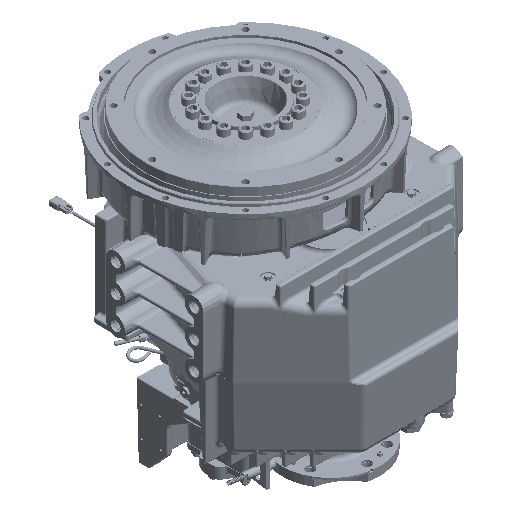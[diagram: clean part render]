
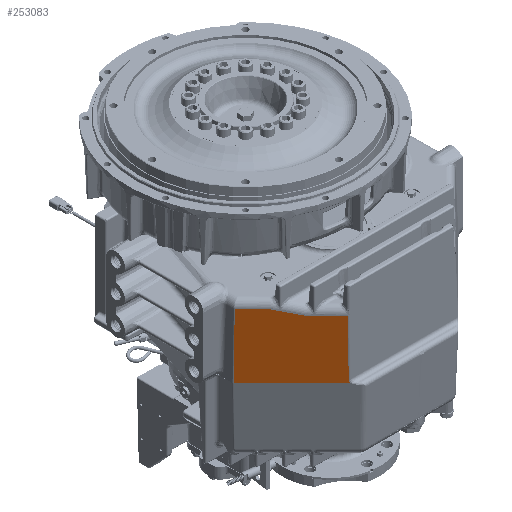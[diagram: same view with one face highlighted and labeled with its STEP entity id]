
A CAD part, isometric view. The second image highlights one B-rep face of the part: STEP entity #253083.
In plain terms, the highlighted planar face has unit normal (-0.707, -0.707, 0.035).
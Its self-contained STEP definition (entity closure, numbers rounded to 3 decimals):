
#99473 = EDGE_CURVE ( 'NONE', #571110, #574228, #501603, .T. ) ;
#99509 = EDGE_CURVE ( 'NONE', #574233, #572266, #242873, .T. ) ;
#99515 = EDGE_CURVE ( 'NONE', #573492, #571110, #501651, .T. ) ;
#143989 = AXIS2_PLACEMENT_3D ( 'NONE', #289475, #289584, #289588 ) ;
#150148 = CARTESIAN_POINT ( 'NONE',  ( -259.004, -233.758, -23.882 ) ) ;
#151280 = CARTESIAN_POINT ( 'NONE',  ( -126.827, -366.577, -36.882 ) ) ;
#151284 = CARTESIAN_POINT ( 'NONE',  ( -128.647, -370.972, -162.719 ) ) ;
#151294 = CARTESIAN_POINT ( 'NONE',  ( -175.293, -318.111, -36.882 ) ) ;
#152172 = CARTESIAN_POINT ( 'NONE',  ( -217.172, -275.59, -23.882 ) ) ;
#152686 = CARTESIAN_POINT ( 'NONE',  ( -264.118, -235.877, -170.335 ) ) ;
#152690 = CARTESIAN_POINT ( 'NONE',  ( -126.223, -373.772, -170.335 ) ) ;
#238704 = ORIENTED_EDGE ( 'NONE', *, *, #99509, .T. ) ;
#238707 = ORIENTED_EDGE ( 'NONE', *, *, #671877, .T. ) ;
#238709 = ORIENTED_EDGE ( 'NONE', *, *, #671896, .T. ) ;
#238712 = ORIENTED_EDGE ( 'NONE', *, *, #671866, .T. ) ;
#238716 = ORIENTED_EDGE ( 'NONE', *, *, #99515, .T. ) ;
#238719 = ORIENTED_EDGE ( 'NONE', *, *, #99473, .T. ) ;
#238723 = ORIENTED_EDGE ( 'NONE', *, *, #640611, .T. ) ;
#242873 =( BOUNDED_CURVE ( )  B_SPLINE_CURVE ( 3, ( #517324, #517349, #517355, #517361 ),
 .UNSPECIFIED., .F., .T. ) 
 B_SPLINE_CURVE_WITH_KNOTS ( ( 4, 4 ),
 ( 2.521, 3.156 ),
 .UNSPECIFIED. ) 
 CURVE ( )  GEOMETRIC_REPRESENTATION_ITEM ( )  RATIONAL_B_SPLINE_CURVE ( ( 1., 0.967, 0.967, 1. ) ) 
 REPRESENTATION_ITEM ( '' )  );
#253083 = ADVANCED_FACE ( 'NONE', ( #318302 ), #289523, .T. ) ;
#278013 = CARTESIAN_POINT ( 'NONE',  ( -249.997, -249.997, -170.335 ) ) ;
#278018 = DIRECTION ( 'NONE',  ( 0.707, -0.707, 0. ) ) ;
#282172 = LINE ( 'NONE', #278013, #282200 ) ;
#282200 = VECTOR ( 'NONE', #278018, 1000. ) ;
#284921 = VECTOR ( 'NONE', #350881, 1000. ) ;
#284960 = VECTOR ( 'NONE', #350846, 1000. ) ;
#284992 = LINE ( 'NONE', #350781, #284960 ) ;
#285019 = LINE ( 'NONE', #350947, #285056 ) ;
#285026 = LINE ( 'NONE', #350828, #284921 ) ;
#285056 = VECTOR ( 'NONE', #350952, 1000. ) ;
#289475 = CARTESIAN_POINT ( 'NONE',  ( -250., -250., -170.44 ) ) ;
#289523 = PLANE ( 'NONE',  #143989 ) ;
#289584 = DIRECTION ( 'NONE',  ( -0.707, -0.707, 0.035 ) ) ;
#289588 = DIRECTION ( 'NONE',  ( 0.707, -0.707, 0. ) ) ;
#295036 = EDGE_LOOP ( 'NONE', ( #238704, #238707, #238709, #238712, #238716, #238719, #238723 ) ) ;
#318302 = FACE_OUTER_BOUND ( 'NONE', #295036, .T. ) ;
#350781 = CARTESIAN_POINT ( 'NONE',  ( -223.432, -269.234, -21.938 ) ) ;
#350828 = CARTESIAN_POINT ( 'NONE',  ( -128.723, -371.155, -167.963 ) ) ;
#350846 = DIRECTION ( 'NONE',  ( -0.686, 0.696, 0.213 ) ) ;
#350881 = DIRECTION ( 'NONE',  ( 0.014, 0.035, 0.999 ) ) ;
#350947 = CARTESIAN_POINT ( 'NONE',  ( -246.702, -246.702, -36.882 ) ) ;
#350952 = DIRECTION ( 'NONE',  ( -0.707, 0.707, 0. ) ) ;
#501603 = LINE ( 'NONE', #517103, #501623 ) ;
#501623 = VECTOR ( 'NONE', #517107, 1000. ) ;
#501651 = LINE ( 'NONE', #517384, #501674 ) ;
#501674 = VECTOR ( 'NONE', #517389, 1000. ) ;
#517103 = CARTESIAN_POINT ( 'NONE',  ( -264.112, -235.874, -170.152 ) ) ;
#517107 = DIRECTION ( 'NONE',  ( -0.035, -0.014, -0.999 ) ) ;
#517324 = CARTESIAN_POINT ( 'NONE',  ( -126.223, -373.772, -170.335 ) ) ;
#517349 = CARTESIAN_POINT ( 'NONE',  ( -127.852, -372.035, -168.142 ) ) ;
#517355 = CARTESIAN_POINT ( 'NONE',  ( -128.688, -371.069, -165.515 ) ) ;
#517361 = CARTESIAN_POINT ( 'NONE',  ( -128.647, -370.972, -162.719 ) ) ;
#517384 = CARTESIAN_POINT ( 'NONE',  ( -246.381, -246.381, -23.882 ) ) ;
#517389 = DIRECTION ( 'NONE',  ( -0.707, 0.707, 0. ) ) ;
#571110 = VERTEX_POINT ( 'NONE', #150148 ) ;
#572261 = VERTEX_POINT ( 'NONE', #151280 ) ;
#572266 = VERTEX_POINT ( 'NONE', #151284 ) ;
#572280 = VERTEX_POINT ( 'NONE', #151294 ) ;
#573492 = VERTEX_POINT ( 'NONE', #152172 ) ;
#574228 = VERTEX_POINT ( 'NONE', #152686 ) ;
#574233 = VERTEX_POINT ( 'NONE', #152690 ) ;
#640611 = EDGE_CURVE ( 'NONE', #574228, #574233, #282172, .T. ) ;
#671866 = EDGE_CURVE ( 'NONE', #572280, #573492, #284992, .T. ) ;
#671877 = EDGE_CURVE ( 'NONE', #572266, #572261, #285026, .T. ) ;
#671896 = EDGE_CURVE ( 'NONE', #572261, #572280, #285019, .T. ) ;
